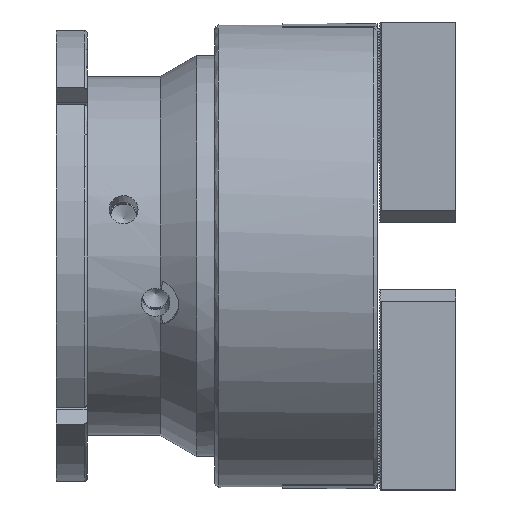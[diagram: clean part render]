
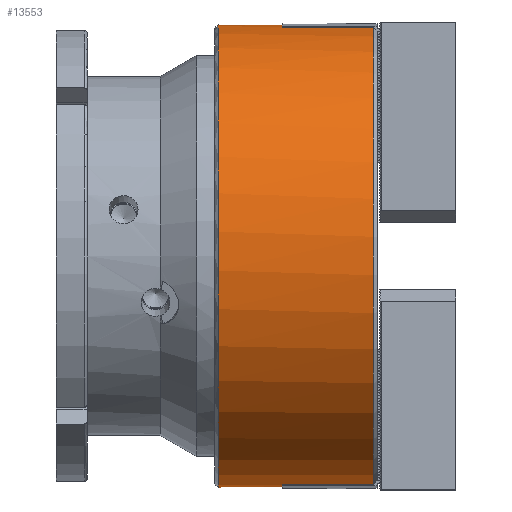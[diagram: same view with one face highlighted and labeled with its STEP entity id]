
A CAD part, front view. The second image highlights one B-rep face of the part: STEP entity #13553.
In plain terms, the highlighted cylindrical face has radius 127 mm (diameter 254 mm), a full revolution.
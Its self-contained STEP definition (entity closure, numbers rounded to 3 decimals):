
#166 = DIRECTION ( 'NONE',  ( 1., 0., 0. ) ) ;
#1587 = CARTESIAN_POINT ( 'NONE',  ( 87., -125.415, -20. ) ) ;
#1690 = FACE_OUTER_BOUND ( 'NONE', #4280, .T. ) ;
#2745 = EDGE_CURVE ( 'NONE', #33186, #33065, #25830, .T. ) ;
#3442 = EDGE_LOOP ( 'NONE', ( #17013 ) ) ;
#3474 = CIRCLE ( 'NONE', #28919, 127. ) ;
#4280 = EDGE_LOOP ( 'NONE', ( #17289, #17386, #17731, #18180, #18678, #19012, #19066, #19347 ) ) ;
#5588 = DIRECTION ( 'NONE',  ( -1., 0., 0. ) ) ;
#6357 = AXIS2_PLACEMENT_3D ( 'NONE', #26652, #26647, #26592 ) ;
#6473 = VERTEX_POINT ( 'NONE', #18229 ) ;
#6707 = DIRECTION ( 'NONE',  ( -1., 0., 0. ) ) ;
#7875 = LINE ( 'NONE', #21601, #35483 ) ;
#8176 = EDGE_CURVE ( 'NONE', #10875, #40609, #41417, .T. ) ;
#10245 = CARTESIAN_POINT ( 'NONE',  ( 0., -125.415, -20. ) ) ;
#10875 = VERTEX_POINT ( 'NONE', #12873 ) ;
#11935 = DIRECTION ( 'NONE',  ( 1., 0., 0. ) ) ;
#12255 = LINE ( 'NONE', #26030, #35267 ) ;
#12371 = DIRECTION ( 'NONE',  ( 0., 0., 1. ) ) ;
#12554 = VERTEX_POINT ( 'NONE', #18517 ) ;
#12633 = EDGE_CURVE ( 'NONE', #6473, #33065, #12255, .T. ) ;
#12873 = CARTESIAN_POINT ( 'NONE',  ( 37., -125.415, 20. ) ) ;
#13553 = ADVANCED_FACE ( 'NONE', ( #32974, #1690 ), #15682, .T. ) ;
#14231 = DIRECTION ( 'NONE',  ( 0., 0., -1. ) ) ;
#14355 = CARTESIAN_POINT ( 'NONE',  ( 37., 125.415, -20. ) ) ;
#14720 = CIRCLE ( 'NONE', #40102, 127. ) ;
#14986 = VECTOR ( 'NONE', #6707, 1000. ) ;
#15682 = CYLINDRICAL_SURFACE ( 'NONE', #25862, 127. ) ;
#15875 = CIRCLE ( 'NONE', #41230, 127. ) ;
#16132 = VERTEX_POINT ( 'NONE', #14355 ) ;
#16156 = EDGE_CURVE ( 'NONE', #12554, #16132, #7875, .T. ) ;
#17013 = ORIENTED_EDGE ( 'NONE', *, *, #42310, .T. ) ;
#17289 = ORIENTED_EDGE ( 'NONE', *, *, #8176, .F. ) ;
#17386 = ORIENTED_EDGE ( 'NONE', *, *, #39592, .F. ) ;
#17731 = ORIENTED_EDGE ( 'NONE', *, *, #2745, .T. ) ;
#18011 = VERTEX_POINT ( 'NONE', #31889 ) ;
#18180 = ORIENTED_EDGE ( 'NONE', *, *, #12633, .F. ) ;
#18229 = CARTESIAN_POINT ( 'NONE',  ( 37., 125.415, 20. ) ) ;
#18517 = CARTESIAN_POINT ( 'NONE',  ( 87., 125.415, -20. ) ) ;
#18678 = ORIENTED_EDGE ( 'NONE', *, *, #23500, .F. ) ;
#19012 = ORIENTED_EDGE ( 'NONE', *, *, #16156, .F. ) ;
#19066 = ORIENTED_EDGE ( 'NONE', *, *, #41932, .T. ) ;
#19347 = ORIENTED_EDGE ( 'NONE', *, *, #43950, .F. ) ;
#19378 = DIRECTION ( 'NONE',  ( 0., 0., 1. ) ) ;
#19655 = VERTEX_POINT ( 'NONE', #1587 ) ;
#21601 = CARTESIAN_POINT ( 'NONE',  ( 0., 125.415, -20. ) ) ;
#21872 = AXIS2_PLACEMENT_3D ( 'NONE', #43251, #43207, #43186 ) ;
#23500 = EDGE_CURVE ( 'NONE', #16132, #6473, #14720, .T. ) ;
#23857 = LINE ( 'NONE', #37749, #14986 ) ;
#23987 = DIRECTION ( 'NONE',  ( 1., 0., 0. ) ) ;
#24705 = VECTOR ( 'NONE', #23987, 1000. ) ;
#25700 = DIRECTION ( 'NONE',  ( 0., 0., -1. ) ) ;
#25830 = CIRCLE ( 'NONE', #6357, 127. ) ;
#25862 = AXIS2_PLACEMENT_3D ( 'NONE', #29562, #43298, #12371 ) ;
#26030 = CARTESIAN_POINT ( 'NONE',  ( 0., 125.415, 20. ) ) ;
#26592 = DIRECTION ( 'NONE',  ( 0., 0., 1. ) ) ;
#26647 = DIRECTION ( 'NONE',  ( -1., 0., 0. ) ) ;
#26652 = CARTESIAN_POINT ( 'NONE',  ( 87., 0., 0. ) ) ;
#28919 = AXIS2_PLACEMENT_3D ( 'NONE', #36690, #5588, #19378 ) ;
#29562 = CARTESIAN_POINT ( 'NONE',  ( 0., 0., 0. ) ) ;
#30817 = LINE ( 'NONE', #10245, #24705 ) ;
#31504 = CARTESIAN_POINT ( 'NONE',  ( 37., 0., 0. ) ) ;
#31608 = CARTESIAN_POINT ( 'NONE',  ( 87., -125.415, 20. ) ) ;
#31889 = CARTESIAN_POINT ( 'NONE',  ( 2., 0., -127. ) ) ;
#32974 = FACE_OUTER_BOUND ( 'NONE', #3442, .T. ) ;
#33065 = VERTEX_POINT ( 'NONE', #41111 ) ;
#33186 = VERTEX_POINT ( 'NONE', #31608 ) ;
#35267 = VECTOR ( 'NONE', #39882, 1000. ) ;
#35483 = VECTOR ( 'NONE', #35486, 1000. ) ;
#35486 = DIRECTION ( 'NONE',  ( -1., 0., 0. ) ) ;
#36690 = CARTESIAN_POINT ( 'NONE',  ( 87., 0., 0. ) ) ;
#37749 = CARTESIAN_POINT ( 'NONE',  ( 0., -125.415, 20. ) ) ;
#39592 = EDGE_CURVE ( 'NONE', #33186, #10875, #23857, .T. ) ;
#39882 = DIRECTION ( 'NONE',  ( 1., 0., 0. ) ) ;
#40102 = AXIS2_PLACEMENT_3D ( 'NONE', #31504, #166, #14231 ) ;
#40609 = VERTEX_POINT ( 'NONE', #42262 ) ;
#41111 = CARTESIAN_POINT ( 'NONE',  ( 87., 125.415, 20. ) ) ;
#41230 = AXIS2_PLACEMENT_3D ( 'NONE', #42858, #11935, #25700 ) ;
#41417 = CIRCLE ( 'NONE', #21872, 127. ) ;
#41932 = EDGE_CURVE ( 'NONE', #12554, #19655, #3474, .T. ) ;
#42262 = CARTESIAN_POINT ( 'NONE',  ( 37., -125.415, -20. ) ) ;
#42310 = EDGE_CURVE ( 'NONE', #18011, #18011, #15875, .T. ) ;
#42858 = CARTESIAN_POINT ( 'NONE',  ( 2., 0., 0. ) ) ;
#43186 = DIRECTION ( 'NONE',  ( 0., 0., -1. ) ) ;
#43207 = DIRECTION ( 'NONE',  ( 1., 0., 0. ) ) ;
#43251 = CARTESIAN_POINT ( 'NONE',  ( 37., 0., 0. ) ) ;
#43298 = DIRECTION ( 'NONE',  ( -1., 0., 0. ) ) ;
#43950 = EDGE_CURVE ( 'NONE', #40609, #19655, #30817, .T. ) ;
